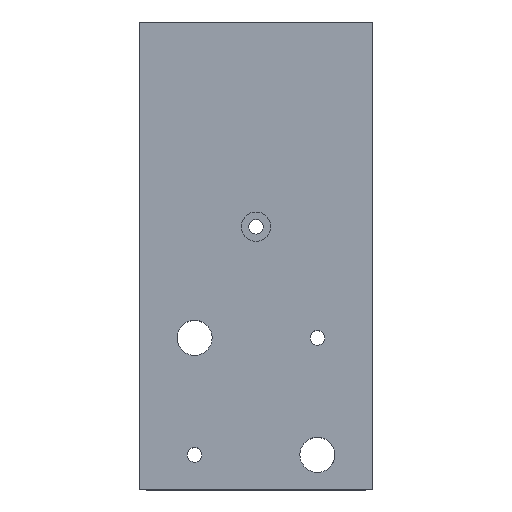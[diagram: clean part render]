
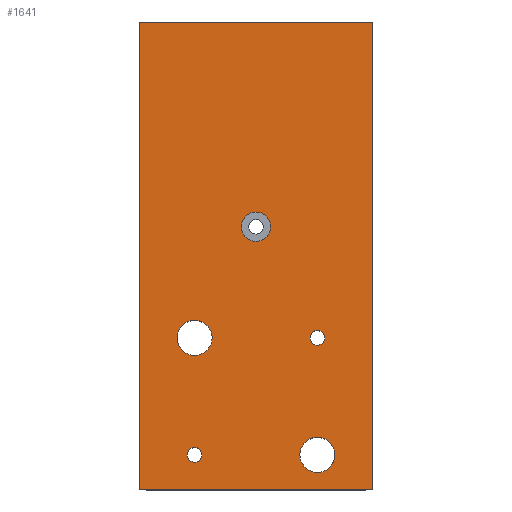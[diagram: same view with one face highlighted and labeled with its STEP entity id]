
A CAD part, top view. The second image highlights one B-rep face of the part: STEP entity #1641.
In plain terms, the highlighted planar face has unit normal (0, 0, 1).
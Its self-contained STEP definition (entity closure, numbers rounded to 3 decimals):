
#1 = CARTESIAN_POINT ( 'NONE',  ( 5.421, 12., 0. ) ) ;
#12 = DIRECTION ( 'NONE',  ( -1., 0., 0. ) ) ;
#15 = AXIS2_PLACEMENT_3D ( 'NONE', #161, #703, #861 ) ;
#18 = EDGE_CURVE ( 'NONE', #1402, #448, #400, .T. ) ;
#25 = AXIS2_PLACEMENT_3D ( 'NONE', #297, #1251, #739 ) ;
#31 = DIRECTION ( 'NONE',  ( 0., 0., 1. ) ) ;
#34 = CARTESIAN_POINT ( 'NONE',  ( 50.921, 12., 0. ) ) ;
#57 = EDGE_LOOP ( 'NONE', ( #1165, #360 ) ) ;
#85 = CARTESIAN_POINT ( 'NONE',  ( 23.921, 90., 0. ) ) ;
#87 = ORIENTED_EDGE ( 'NONE', *, *, #471, .F. ) ;
#89 = EDGE_CURVE ( 'NONE', #1076, #748, #370, .T. ) ;
#160 = EDGE_CURVE ( 'NONE', #448, #1402, #1625, .T. ) ;
#161 = CARTESIAN_POINT ( 'NONE',  ( 23.921, 90., 0. ) ) ;
#162 = CARTESIAN_POINT ( 'NONE',  ( 2.921, 12., 0. ) ) ;
#179 = LINE ( 'NONE', #1712, #324 ) ;
#194 = DIRECTION ( 'NONE',  ( 0., 0., -1. ) ) ;
#200 = CIRCLE ( 'NONE', #641, 6. ) ;
#205 = ORIENTED_EDGE ( 'NONE', *, *, #1457, .F. ) ;
#211 = FACE_BOUND ( 'NONE', #1574, .T. ) ;
#219 = CARTESIAN_POINT ( 'NONE',  ( 18.921, 90., 0. ) ) ;
#233 = VERTEX_POINT ( 'NONE', #1 ) ;
#239 = CARTESIAN_POINT ( 'NONE',  ( 2.921, 52., 0. ) ) ;
#278 = CARTESIAN_POINT ( 'NONE',  ( 44.921, 52., 0. ) ) ;
#297 = CARTESIAN_POINT ( 'NONE',  ( 44.921, 12., 0. ) ) ;
#304 = CARTESIAN_POINT ( 'NONE',  ( 8.921, 52., 0. ) ) ;
#318 = CARTESIAN_POINT ( 'NONE',  ( 63.921, 160., 0. ) ) ;
#323 = ORIENTED_EDGE ( 'NONE', *, *, #547, .F. ) ;
#324 = VECTOR ( 'NONE', #1542, 1000. ) ;
#331 = CARTESIAN_POINT ( 'NONE',  ( -16.079, 160., 0. ) ) ;
#332 = FACE_BOUND ( 'NONE', #1599, .T. ) ;
#345 = EDGE_CURVE ( 'NONE', #696, #1010, #548, .T. ) ;
#360 = ORIENTED_EDGE ( 'NONE', *, *, #1409, .F. ) ;
#370 = CIRCLE ( 'NONE', #1672, 6. ) ;
#380 = ORIENTED_EDGE ( 'NONE', *, *, #1091, .F. ) ;
#393 = EDGE_CURVE ( 'NONE', #1161, #1141, #1311, .T. ) ;
#400 = CIRCLE ( 'NONE', #778, 2.5 ) ;
#406 = CARTESIAN_POINT ( 'NONE',  ( -16.079, 0., 0. ) ) ;
#432 = DIRECTION ( 'NONE',  ( 0., 0., 1. ) ) ;
#448 = VERTEX_POINT ( 'NONE', #1294 ) ;
#458 = EDGE_CURVE ( 'NONE', #1046, #740, #768, .T. ) ;
#471 = EDGE_CURVE ( 'NONE', #1141, #1161, #864, .T. ) ;
#519 = DIRECTION ( 'NONE',  ( -1., 0., 0. ) ) ;
#527 = ORIENTED_EDGE ( 'NONE', *, *, #393, .F. ) ;
#541 = CARTESIAN_POINT ( 'NONE',  ( 63.921, 0., 0. ) ) ;
#542 = CARTESIAN_POINT ( 'NONE',  ( 38.921, 12., 0. ) ) ;
#547 = EDGE_CURVE ( 'NONE', #748, #1076, #200, .T. ) ;
#548 = CIRCLE ( 'NONE', #667, 6. ) ;
#549 = AXIS2_PLACEMENT_3D ( 'NONE', #85, #633, #519 ) ;
#608 = VECTOR ( 'NONE', #1511, 1000. ) ;
#609 = DIRECTION ( 'NONE',  ( 0., -1., 0. ) ) ;
#623 = AXIS2_PLACEMENT_3D ( 'NONE', #162, #721, #1257 ) ;
#633 = DIRECTION ( 'NONE',  ( 0., 0., 1. ) ) ;
#641 = AXIS2_PLACEMENT_3D ( 'NONE', #792, #1230, #1206 ) ;
#663 = DIRECTION ( 'NONE',  ( 0., 0., 1. ) ) ;
#667 = AXIS2_PLACEMENT_3D ( 'NONE', #713, #432, #1531 ) ;
#693 = DIRECTION ( 'NONE',  ( -1., 0., 0. ) ) ;
#696 = VERTEX_POINT ( 'NONE', #34 ) ;
#703 = DIRECTION ( 'NONE',  ( 0., 0., 1. ) ) ;
#712 = EDGE_CURVE ( 'NONE', #1046, #1282, #1248, .T. ) ;
#713 = CARTESIAN_POINT ( 'NONE',  ( 44.921, 12., 0. ) ) ;
#714 = CARTESIAN_POINT ( 'NONE',  ( 47.421, 52., 0. ) ) ;
#721 = DIRECTION ( 'NONE',  ( 0., 0., 1. ) ) ;
#739 = DIRECTION ( 'NONE',  ( -1., 0., 0. ) ) ;
#740 = VERTEX_POINT ( 'NONE', #1650 ) ;
#748 = VERTEX_POINT ( 'NONE', #304 ) ;
#751 = ORIENTED_EDGE ( 'NONE', *, *, #712, .T. ) ;
#768 = LINE ( 'NONE', #331, #1405 ) ;
#769 = FACE_BOUND ( 'NONE', #1540, .T. ) ;
#778 = AXIS2_PLACEMENT_3D ( 'NONE', #1415, #1741, #1616 ) ;
#792 = CARTESIAN_POINT ( 'NONE',  ( 2.921, 52., 0. ) ) ;
#805 = AXIS2_PLACEMENT_3D ( 'NONE', #278, #1092, #12 ) ;
#851 = CARTESIAN_POINT ( 'NONE',  ( -3.079, 52., 0. ) ) ;
#861 = DIRECTION ( 'NONE',  ( -1., 0., 0. ) ) ;
#864 = CIRCLE ( 'NONE', #549, 5. ) ;
#872 = CARTESIAN_POINT ( 'NONE',  ( 2.921, 12., 0. ) ) ;
#879 = FACE_OUTER_BOUND ( 'NONE', #1575, .T. ) ;
#903 = CIRCLE ( 'NONE', #623, 2.5 ) ;
#908 = FACE_BOUND ( 'NONE', #1584, .T. ) ;
#911 = LINE ( 'NONE', #318, #1095 ) ;
#995 = ORIENTED_EDGE ( 'NONE', *, *, #1166, .T. ) ;
#1009 = FACE_BOUND ( 'NONE', #57, .T. ) ;
#1010 = VERTEX_POINT ( 'NONE', #542 ) ;
#1046 = VERTEX_POINT ( 'NONE', #1510 ) ;
#1076 = VERTEX_POINT ( 'NONE', #851 ) ;
#1091 = EDGE_CURVE ( 'NONE', #740, #1350, #911, .T. ) ;
#1092 = DIRECTION ( 'NONE',  ( 0., 0., 1. ) ) ;
#1095 = VECTOR ( 'NONE', #609, 1000. ) ;
#1141 = VERTEX_POINT ( 'NONE', #1671 ) ;
#1161 = VERTEX_POINT ( 'NONE', #219 ) ;
#1164 = CARTESIAN_POINT ( 'NONE',  ( -16.079, 160., 0. ) ) ;
#1165 = ORIENTED_EDGE ( 'NONE', *, *, #345, .F. ) ;
#1166 = EDGE_CURVE ( 'NONE', #1282, #1350, #179, .T. ) ;
#1206 = DIRECTION ( 'NONE',  ( -1., 0., 0. ) ) ;
#1230 = DIRECTION ( 'NONE',  ( 0., 0., 1. ) ) ;
#1246 = CIRCLE ( 'NONE', #1740, 2.5 ) ;
#1248 = LINE ( 'NONE', #1386, #608 ) ;
#1251 = DIRECTION ( 'NONE',  ( 0., 0., 1. ) ) ;
#1257 = DIRECTION ( 'NONE',  ( -1., 0., 0. ) ) ;
#1267 = ORIENTED_EDGE ( 'NONE', *, *, #1502, .F. ) ;
#1280 = DIRECTION ( 'NONE',  ( -1., 0., 0. ) ) ;
#1282 = VERTEX_POINT ( 'NONE', #406 ) ;
#1294 = CARTESIAN_POINT ( 'NONE',  ( 42.421, 52., 0. ) ) ;
#1301 = DIRECTION ( 'NONE',  ( -1., 0., 0. ) ) ;
#1311 = CIRCLE ( 'NONE', #15, 5. ) ;
#1350 = VERTEX_POINT ( 'NONE', #541 ) ;
#1371 = VERTEX_POINT ( 'NONE', #1678 ) ;
#1386 = CARTESIAN_POINT ( 'NONE',  ( -16.079, 160., 0. ) ) ;
#1402 = VERTEX_POINT ( 'NONE', #714 ) ;
#1405 = VECTOR ( 'NONE', #1423, 1000. ) ;
#1409 = EDGE_CURVE ( 'NONE', #1010, #696, #1606, .T. ) ;
#1415 = CARTESIAN_POINT ( 'NONE',  ( 44.921, 52., 0. ) ) ;
#1417 = ORIENTED_EDGE ( 'NONE', *, *, #160, .F. ) ;
#1423 = DIRECTION ( 'NONE',  ( 1., 0., 0. ) ) ;
#1424 = PLANE ( 'NONE',  #1546 ) ;
#1457 = EDGE_CURVE ( 'NONE', #233, #1371, #1246, .T. ) ;
#1486 = ORIENTED_EDGE ( 'NONE', *, *, #89, .F. ) ;
#1502 = EDGE_CURVE ( 'NONE', #1371, #233, #903, .T. ) ;
#1510 = CARTESIAN_POINT ( 'NONE',  ( -16.079, 160., 0. ) ) ;
#1511 = DIRECTION ( 'NONE',  ( 0., -1., 0. ) ) ;
#1531 = DIRECTION ( 'NONE',  ( -1., 0., 0. ) ) ;
#1540 = EDGE_LOOP ( 'NONE', ( #205, #1267 ) ) ;
#1542 = DIRECTION ( 'NONE',  ( 1., 0., 0. ) ) ;
#1546 = AXIS2_PLACEMENT_3D ( 'NONE', #1164, #194, #1301 ) ;
#1565 = ORIENTED_EDGE ( 'NONE', *, *, #18, .F. ) ;
#1574 = EDGE_LOOP ( 'NONE', ( #1565, #1417 ) ) ;
#1575 = EDGE_LOOP ( 'NONE', ( #995, #380, #1576, #751 ) ) ;
#1576 = ORIENTED_EDGE ( 'NONE', *, *, #458, .F. ) ;
#1584 = EDGE_LOOP ( 'NONE', ( #87, #527 ) ) ;
#1599 = EDGE_LOOP ( 'NONE', ( #323, #1486 ) ) ;
#1606 = CIRCLE ( 'NONE', #25, 6. ) ;
#1616 = DIRECTION ( 'NONE',  ( -1., 0., 0. ) ) ;
#1625 = CIRCLE ( 'NONE', #805, 2.5 ) ;
#1641 = ADVANCED_FACE ( 'NONE', ( #211, #769, #1009, #332, #908, #879 ), #1424, .F. ) ;
#1650 = CARTESIAN_POINT ( 'NONE',  ( 63.921, 160., 0. ) ) ;
#1671 = CARTESIAN_POINT ( 'NONE',  ( 28.921, 90., 0. ) ) ;
#1672 = AXIS2_PLACEMENT_3D ( 'NONE', #239, #663, #693 ) ;
#1678 = CARTESIAN_POINT ( 'NONE',  ( 0.421, 12., 0. ) ) ;
#1712 = CARTESIAN_POINT ( 'NONE',  ( -16.079, 0., 0. ) ) ;
#1740 = AXIS2_PLACEMENT_3D ( 'NONE', #872, #31, #1280 ) ;
#1741 = DIRECTION ( 'NONE',  ( 0., 0., 1. ) ) ;
